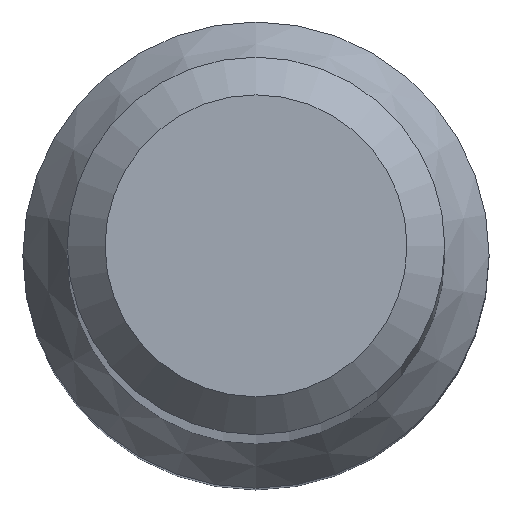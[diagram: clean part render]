
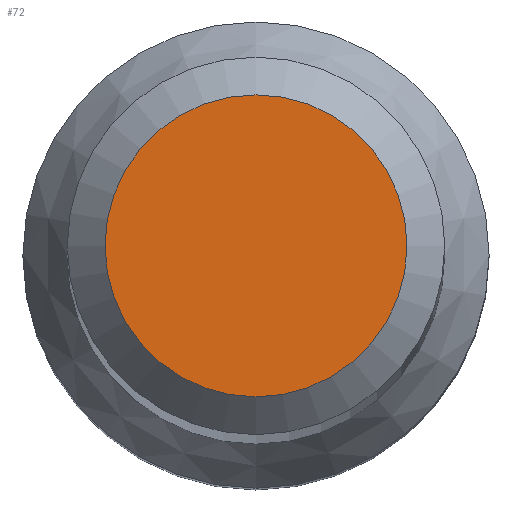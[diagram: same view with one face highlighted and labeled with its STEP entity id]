
A CAD part, top view. The second image highlights one B-rep face of the part: STEP entity #72.
In plain terms, the highlighted planar face has unit normal (0, 0, 1).
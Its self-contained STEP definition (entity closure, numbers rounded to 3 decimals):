
#11 = EDGE_LOOP ( 'NONE', ( #104 ) ) ;
#15 = CARTESIAN_POINT ( 'NONE',  ( 0., 0., 101. ) ) ;
#52 = EDGE_CURVE ( 'NONE', #206, #206, #79, .T. ) ;
#72 = ADVANCED_FACE ( 'NONE', ( #110 ), #74, .T. ) ;
#74 = PLANE ( 'NONE',  #189 ) ;
#79 = CIRCLE ( 'NONE', #182, 2.4 ) ;
#104 = ORIENTED_EDGE ( 'NONE', *, *, #52, .F. ) ;
#110 = FACE_OUTER_BOUND ( 'NONE', #11, .T. ) ;
#129 = DIRECTION ( 'NONE',  ( 0., -1., 0. ) ) ;
#153 = CARTESIAN_POINT ( 'NONE',  ( 0., 0., 101. ) ) ;
#182 = AXIS2_PLACEMENT_3D ( 'NONE', #15, #241, #226 ) ;
#189 = AXIS2_PLACEMENT_3D ( 'NONE', #153, #221, #129 ) ;
#206 = VERTEX_POINT ( 'NONE', #232 ) ;
#221 = DIRECTION ( 'NONE',  ( 0., 0., 1. ) ) ;
#226 = DIRECTION ( 'NONE',  ( 0., 1., 0. ) ) ;
#232 = CARTESIAN_POINT ( 'NONE',  ( 0., 2.4, 101. ) ) ;
#241 = DIRECTION ( 'NONE',  ( 0., 0., -1. ) ) ;
